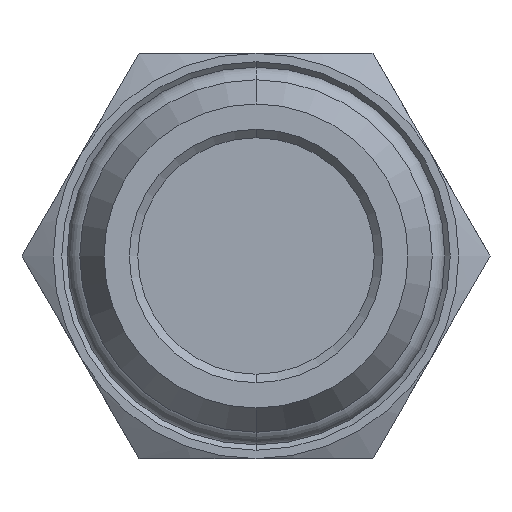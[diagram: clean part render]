
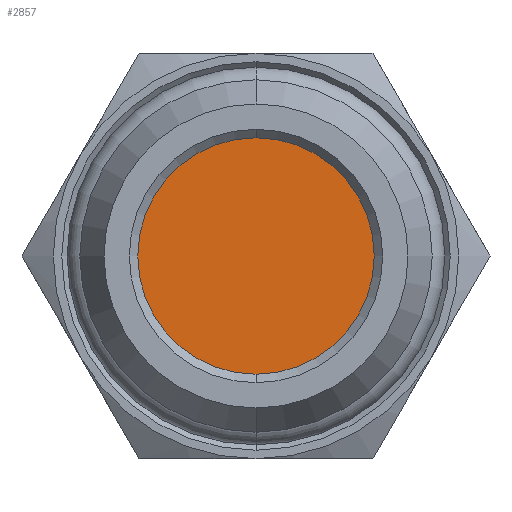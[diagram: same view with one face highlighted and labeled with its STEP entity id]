
A CAD part, front view. The second image highlights one B-rep face of the part: STEP entity #2857.
In plain terms, the highlighted planar face has unit normal (0, -1, 0).
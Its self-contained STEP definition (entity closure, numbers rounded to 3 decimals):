
#1176 = CARTESIAN_POINT ( 'NONE',  ( 0., 1.657, 0. ) ) ;
#1177 = DIRECTION ( 'NONE',  ( 0., 1., 0. ) ) ;
#1178 = DIRECTION ( 'NONE',  ( 0., 0., -1. ) ) ;
#2253 = PLANE ( 'NONE',  #10792 ) ;
#2261 = CARTESIAN_POINT ( 'NONE',  ( 0., 1.657, 0. ) ) ;
#2262 = DIRECTION ( 'NONE',  ( 0., -1., 0. ) ) ;
#2263 = DIRECTION ( 'NONE',  ( 0., 0., -1. ) ) ;
#2857 = ADVANCED_FACE ( 'NONE', ( #9190 ), #2253, .T. ) ;
#4672 = ORIENTED_EDGE ( 'NONE', *, *, #19993, .F. ) ;
#4673 = ORIENTED_EDGE ( 'NONE', *, *, #9612, .F. ) ;
#6612 = CARTESIAN_POINT ( 'NONE',  ( 0., 1.657, -7. ) ) ;
#6615 = CARTESIAN_POINT ( 'NONE',  ( 0., 1.657, 7. ) ) ;
#9190 = FACE_OUTER_BOUND ( 'NONE', #11866, .T. ) ;
#9612 = EDGE_CURVE ( 'NONE', #11698, #11695, #9816, .T. ) ;
#9816 = CIRCLE ( 'NONE', #14321, 7. ) ;
#10792 = AXIS2_PLACEMENT_3D ( 'NONE', #2261, #2262, #2263 ) ;
#11581 = CIRCLE ( 'NONE', #14430, 7. ) ;
#11695 = VERTEX_POINT ( 'NONE', #6612 ) ;
#11698 = VERTEX_POINT ( 'NONE', #6615 ) ;
#11866 = EDGE_LOOP ( 'NONE', ( #4672, #4673 ) ) ;
#14321 = AXIS2_PLACEMENT_3D ( 'NONE', #1176, #1177, #1178 ) ;
#14430 = AXIS2_PLACEMENT_3D ( 'NONE', #19835, #19836, #19837 ) ;
#19835 = CARTESIAN_POINT ( 'NONE',  ( 0., 1.657, 0. ) ) ;
#19836 = DIRECTION ( 'NONE',  ( 0., 1., 0. ) ) ;
#19837 = DIRECTION ( 'NONE',  ( 0., 0., -1. ) ) ;
#19993 = EDGE_CURVE ( 'NONE', #11695, #11698, #11581, .T. ) ;
